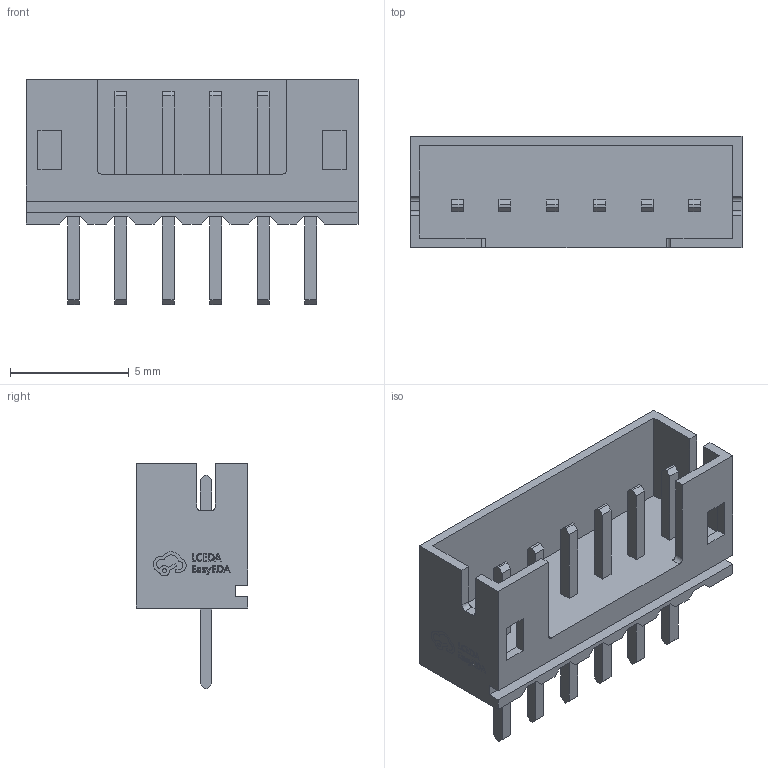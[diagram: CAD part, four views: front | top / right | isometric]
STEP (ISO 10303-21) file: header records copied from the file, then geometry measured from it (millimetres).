
FILE_DESCRIPTION (( 'STEP AP214' ), '1' );
FILE_NAME ('CONN-TH_2001S-6P.step', '2022-08-03T15:42:23', ( '' ), ( '' ), 'SwSTEP 2.0', 'SolidWorks 2020', '' );
FILE_SCHEMA (( 'AUTOMOTIVE_DESIGN' ));
Length unit declared in the file: millimetre
Products named in the file (1): CONN-TH_2001S-6P
Bounding box: 14 x 4.7 x 9.5 mm (x, y, z)
Volume: 179.6 mm3; surface area: 534.6 mm2
Topology: 14 solids, 14 shells, 439 faces, 1176 edges, 784 vertices
Faces by surface type: plane 319, bspline 114, cylinder 6
Entity records: 18626 total; most frequent: CARTESIAN_POINT 4762, ORIENTED_EDGE 2352, DIRECTION 1608, EDGE_CURVE 1176, VECTOR 932, LINE 932, VERTEX_POINT 784, EDGE_LOOP 474
